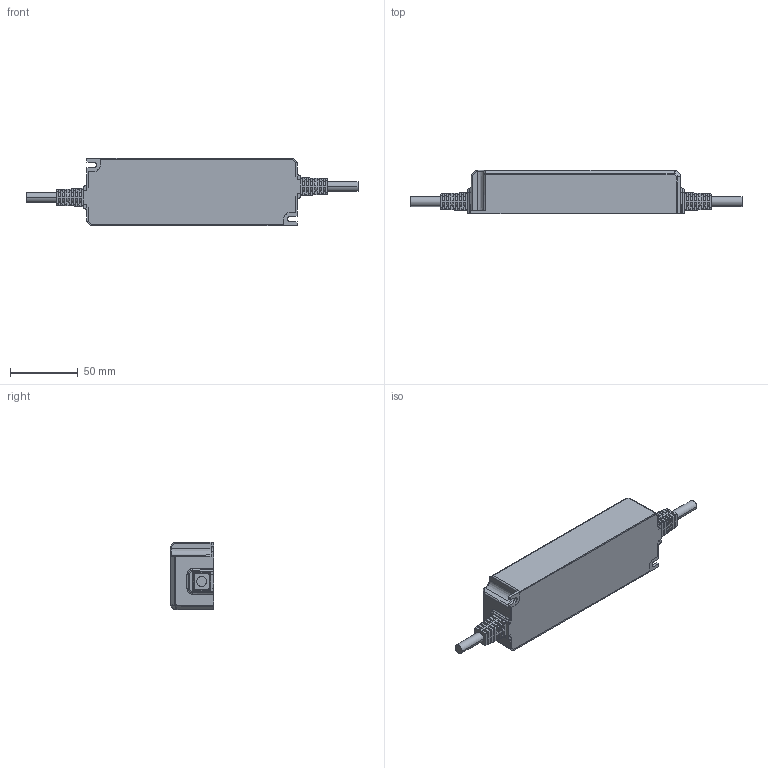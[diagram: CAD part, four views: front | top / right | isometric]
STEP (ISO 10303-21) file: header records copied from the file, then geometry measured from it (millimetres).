
FILE_DESCRIPTION(('Creo Elements/Direct Modeling STEP Export'),'2;1');
FILE_NAME('3D_K53.1.stp','2019-07-08T13:58:46',(''),(''),'PTC Creo Elements/Direct Modeling STEP processor for AP214 (Solid Model)','PTC Creo Elements/Direct Modeling 19.0E 27-Jun-2016 (C) Parametric Technology GmbH','');
FILE_SCHEMA(('AUTOMOTIVE_DESIGN { 1 0 10303 214 1 1 1 1 }'));
Length unit declared in the file: millimetre
Products named in the file (1): 3D_K53.1
Bounding box: 244.6 x 32 x 50.03 mm (x, y, z)
Volume: 48537.1 mm3; surface area: 61364.9 mm2
Topology: 1 solids, 1 shells, 706 faces, 2030 edges, 1307 vertices
Faces by surface type: plane 472, cylinder 190, sphere 20, torus 10, cone 10, bspline 4
Entity records: 23211 total; most frequent: CARTESIAN_POINT 5085, ORIENTED_EDGE 4022, DIRECTION 3452, EDGE_CURVE 2011, VECTOR 1548, LINE 1548, VERTEX_POINT 1307, AXIS2_PLACEMENT_3D 952
